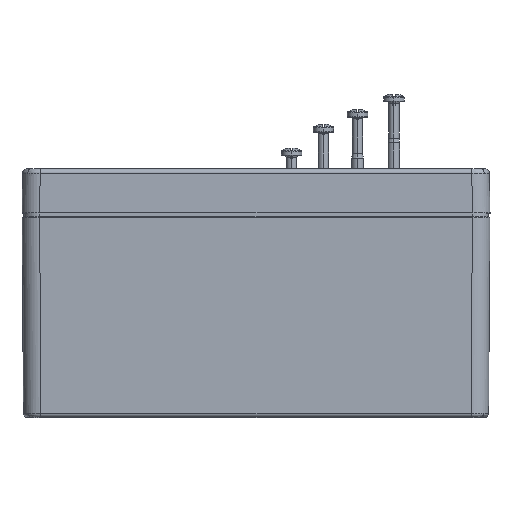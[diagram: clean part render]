
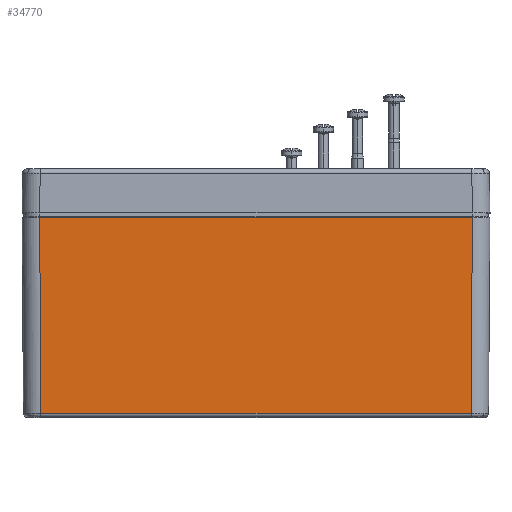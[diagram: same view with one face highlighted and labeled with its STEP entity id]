
A CAD part, top view. The second image highlights one B-rep face of the part: STEP entity #34770.
In plain terms, the highlighted planar face has unit normal (0, -0.007, 1).
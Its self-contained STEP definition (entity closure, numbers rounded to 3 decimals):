
#4168 = CARTESIAN_POINT ( 'NONE',  ( -73.511, -70.01, 39.511 ) ) ;
#4838 = CARTESIAN_POINT ( 'NONE',  ( 73.511, -70.01, 39.511 ) ) ;
#9222 = DIRECTION ( 'NONE',  ( 0.007, -1., -0.007 ) ) ;
#9223 = VECTOR ( 'NONE', #9222, 1000. ) ;
#9224 = CARTESIAN_POINT ( 'NONE',  ( -74., 0.042, 40. ) ) ;
#9225 = LINE ( 'NONE', #9224, #9223 ) ;
#9261 = DIRECTION ( 'NONE',  ( 0.007, 1., 0.007 ) ) ;
#9262 = VECTOR ( 'NONE', #9261, 1000. ) ;
#9263 = CARTESIAN_POINT ( 'NONE',  ( 73.993, -1.075, 39.992 ) ) ;
#9264 = LINE ( 'NONE', #9263, #9262 ) ;
#9290 = DIRECTION ( 'NONE',  ( 0., -1., -0.007 ) ) ;
#9291 = DIRECTION ( 'NONE',  ( 0., -0.007, 1. ) ) ;
#9292 = AXIS2_PLACEMENT_3D ( 'NONE', #9297, #9291, #9290 ) ;
#9297 = CARTESIAN_POINT ( 'NONE',  ( -80., 0., 40. ) ) ;
#9298 = PLANE ( 'NONE',  #9292 ) ;
#9301 = FACE_OUTER_BOUND ( 'NONE', #32856, .T. ) ;
#9380 = DIRECTION ( 'NONE',  ( 1., 0., 0. ) ) ;
#9381 = VECTOR ( 'NONE', #9380, 1000. ) ;
#9382 = CARTESIAN_POINT ( 'NONE',  ( -80., -70.01, 39.511 ) ) ;
#9383 = LINE ( 'NONE', #9382, #9381 ) ;
#9433 = CARTESIAN_POINT ( 'NONE',  ( 73.979, -3., 39.979 ) ) ;
#9449 = DIRECTION ( 'NONE',  ( -1., 0., 0. ) ) ;
#9450 = VECTOR ( 'NONE', #9449, 1000. ) ;
#9451 = CARTESIAN_POINT ( 'NONE',  ( -80., -3., 39.979 ) ) ;
#9452 = LINE ( 'NONE', #9451, #9450 ) ;
#9454 = CARTESIAN_POINT ( 'NONE',  ( -73.979, -3., 39.979 ) ) ;
#15545 = VERTEX_POINT ( 'NONE', #4168 ) ;
#21768 = VERTEX_POINT ( 'NONE', #4838 ) ;
#32854 = ORIENTED_EDGE ( 'NONE', *, *, #34565, .T. ) ;
#32856 = EDGE_LOOP ( 'NONE', ( #32854, #34471, #34466, #34209 ) ) ;
#34209 = ORIENTED_EDGE ( 'NONE', *, *, #34832, .T. ) ;
#34289 = EDGE_CURVE ( 'NONE', #34888, #15545, #9225, .T. ) ;
#34466 = ORIENTED_EDGE ( 'NONE', *, *, #34289, .T. ) ;
#34471 = ORIENTED_EDGE ( 'NONE', *, *, #34890, .T. ) ;
#34565 = EDGE_CURVE ( 'NONE', #21768, #34870, #9264, .T. ) ;
#34770 = ADVANCED_FACE ( 'NONE', ( #9301 ), #9298, .T. ) ;
#34832 = EDGE_CURVE ( 'NONE', #15545, #21768, #9383, .T. ) ;
#34870 = VERTEX_POINT ( 'NONE', #9433 ) ;
#34888 = VERTEX_POINT ( 'NONE', #9454 ) ;
#34890 = EDGE_CURVE ( 'NONE', #34870, #34888, #9452, .T. ) ;
